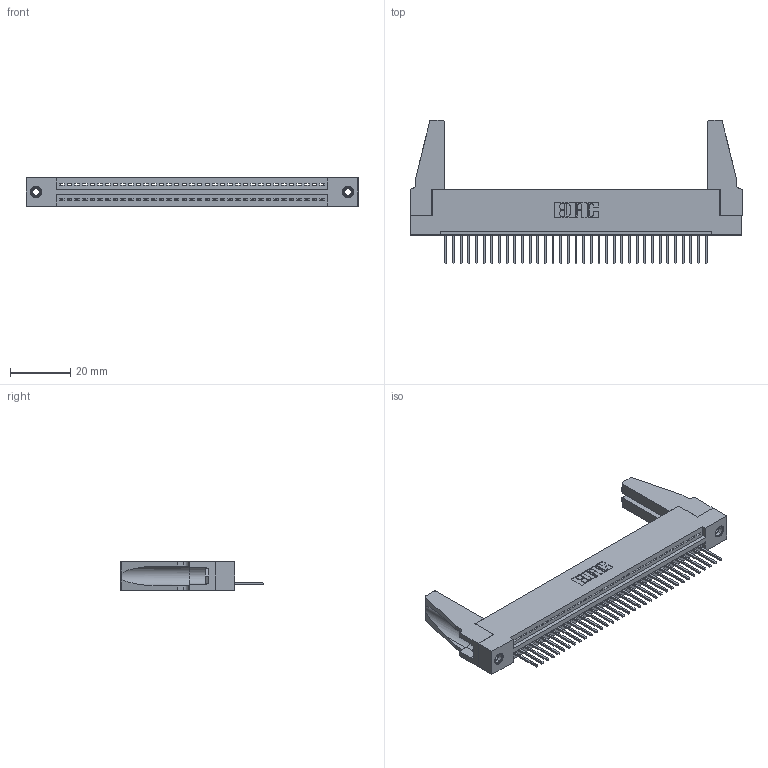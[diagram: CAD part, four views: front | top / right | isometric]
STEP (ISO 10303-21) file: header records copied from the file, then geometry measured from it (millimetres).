
FILE_DESCRIPTION (( 'STEP AP203' ), '1' );
FILE_NAME ('395-035-523-188.STEP', '2019-10-19T18:58:32', ( '' ), ( '' ), 'SwSTEP 2.0', 'SolidWorks 2016', '' );
FILE_SCHEMA (( 'CONFIG_CONTROL_DESIGN' ));
Length unit declared in the file: inch
Products named in the file (5): 345-220-078_345-220-088; 345 Part_Flush Mounting Lugs - 0.156 Dia-TH; 345-292-001_345-293-123; 395-035-523-188; 345-250-001_345-250-001-102
Assembly tree (40 placements, depth 2):
  395-035-523-188
    345 Part_Flush Mounting Lugs - 0.156 Dia-TH
    345-292-001_345-293-123  x35
    345-250-001_345-250-001-102  x2
    345-220-078_345-220-088  x2
Bounding box: 110.13 x 47.68 x 9.4 mm (x, y, z)
Volume: 13642.3 mm3; surface area: 16879.4 mm2
Topology: 40 solids, 40 shells, 2280 faces, 6815 edges, 4486 vertices
Faces by surface type: plane 1552, cylinder 712, cone 12, torus 4
Entity records: 29450 total; most frequent: CARTESIAN_POINT 5091, ORIENTED_EDGE 5020, DIRECTION 4464, EDGE_CURVE 2510, LINE 2196, VECTOR 2196, VERTEX_POINT 1666, AXIS2_PLACEMENT_3D 1134
